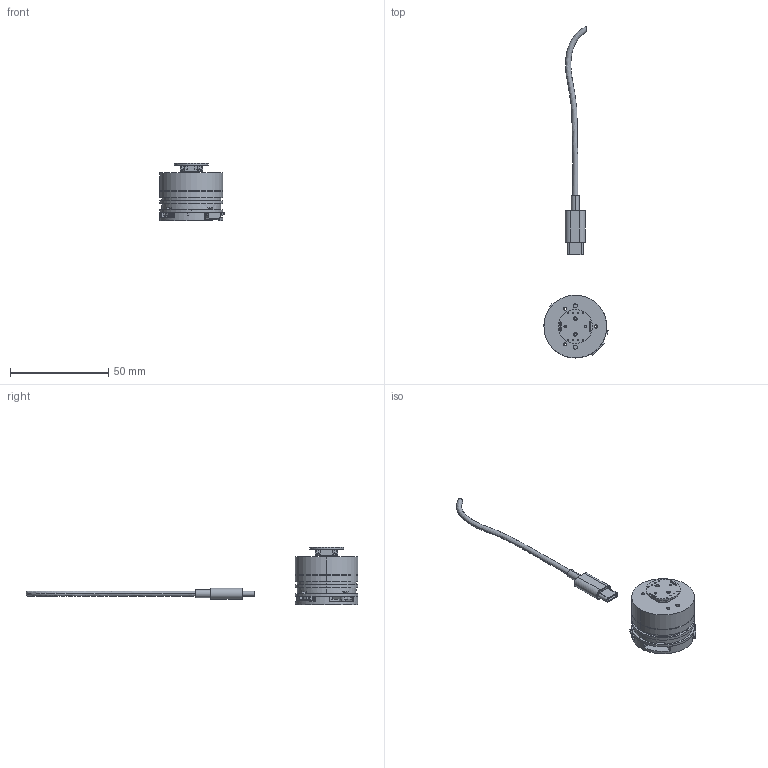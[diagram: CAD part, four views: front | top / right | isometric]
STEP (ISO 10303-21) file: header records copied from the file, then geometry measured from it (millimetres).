
FILE_DESCRIPTION((''),'2;1');
FILE_NAME('0-AAA_ASM','2024-08-09T16:02:11',('123456'),(''),'CREO PARAMETRIC BY PTC INC, 2019080','CREO PARAMETRIC BY PTC INC, 2019080','');
FILE_SCHEMA(('AUTOMOTIVE_DESIGN { 1 0 10303 214 1 1 1 1 }'));
Length unit declared in the file: millimetre
Products named in the file (20): 0001; STATOR; ROTOR; BLDCMOTOR_ASM; HOUSING_TYPE_C; CABLE_HOUSING; CABLE_TYPE_C; USB_PLUG_SINGLE_8_PIN; HOUSING_PLUG_TYPE_C; INNER_PART_HOUSING_TYPE_C; COMPLETE_TYPE_C_CABLE_ASM; BASEPCB_ASM; SMARTKNOB_VIEW_1_ASM; PCB; PRT0001; PCB_ASM; PCB00; 000; 0003; 0-AAA_ASM
Assembly tree (21 placements, depth 5):
  0-AAA_ASM
    SMARTKNOB_VIEW_1_ASM
      0001
      BLDCMOTOR_ASM
        STATOR
        ROTOR
      BASEPCB_ASM
        COMPLETE_TYPE_C_CABLE_ASM
          HOUSING_TYPE_C
          CABLE_HOUSING
          CABLE_TYPE_C
          USB_PLUG_SINGLE_8_PIN
          HOUSING_PLUG_TYPE_C
          INNER_PART_HOUSING_TYPE_C
    PCB_ASM
      PCB
      PRT0001  x2
    PCB00
    000  x2
    0003
Bounding box: 32.68 x 169.13 x 29.05 mm (x, y, z)
Volume: 18124.6 mm3; surface area: 15888.8 mm2
Topology: 15 solids, 15 shells, 891 faces, 2335 edges, 1482 vertices
Faces by surface type: cylinder 409, plane 398, sphere 30, torus 20, bspline 18, cone 16
Entity records: 27436 total; most frequent: CARTESIAN_POINT 4852, DIRECTION 3795, ORIENTED_EDGE 3498, EDGE_CURVE 1749, AXIS2_PLACEMENT_3D 1401, PRESENTATION_STYLE_ASSIGNMENT 1373, STYLED_ITEM 1315, CURVE_STYLE 1304
